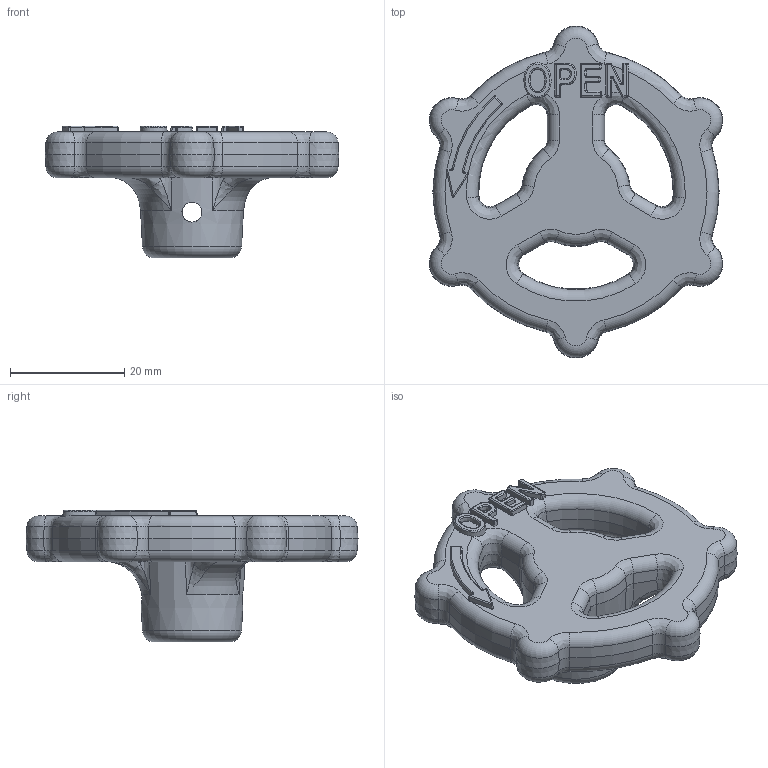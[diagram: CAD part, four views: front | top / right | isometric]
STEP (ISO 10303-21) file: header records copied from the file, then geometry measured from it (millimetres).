
FILE_DESCRIPTION(/* description */ ('Unknown'),/* implementation_level */ '2;1');
FILE_NAME(/* name */ '242-01423-1 M',/* time_stamp */ '2017-06-09T09:54:06+02:00',/* author */ ('Unknown'),/* organization */ ('Unknown'),/* preprocessor_version */ 'ST-DEVELOPER v16.7',/* originating_system */ 'DEX',/* authorisation */ $);
FILE_SCHEMA (('AUTOMOTIVE_DESIGN {1 0 10303 214 3 1 1}'));
Length unit declared in the file: millimetre
Products named in the file (1): 242-01423-1 M
Bounding box: 51.3 x 58 x 23 mm (x, y, z)
Volume: 15454 mm3; surface area: 6908.5 mm2
Topology: 1 solids, 1 shells, 358 faces, 861 edges, 473 vertices
Faces by surface type: cylinder 105, bspline 97, plane 56, torus 39, cone 37, sphere 24
Full cylindrical faces by diameter (mm): 3.5 x2, 10 x1
Entity records: 12962 total; most frequent: CARTESIAN_POINT 5619, ORIENTED_EDGE 1618, DIRECTION 1408, EDGE_CURVE 809, AXIS2_PLACEMENT_3D 619, VERTEX_POINT 463, FACE_BOUND 378, EDGE_LOOP 377
